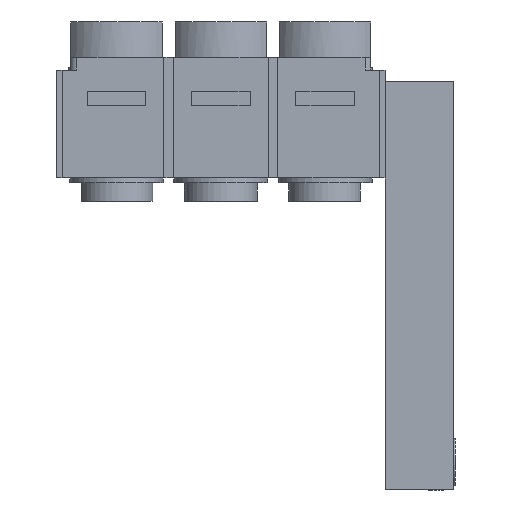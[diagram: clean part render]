
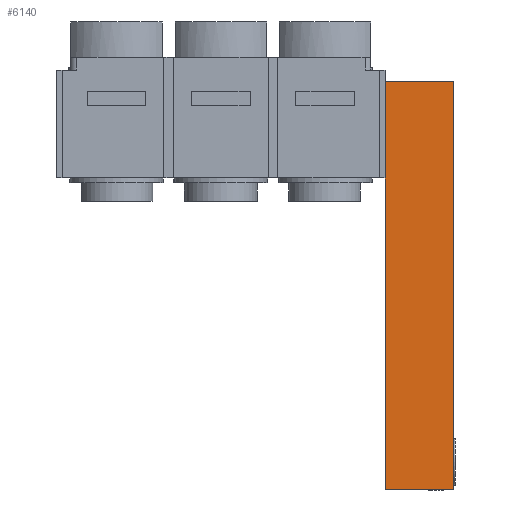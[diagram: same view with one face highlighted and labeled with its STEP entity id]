
A CAD part, front view. The second image highlights one B-rep face of the part: STEP entity #6140.
In plain terms, the highlighted planar face has unit normal (0, -1, 0).
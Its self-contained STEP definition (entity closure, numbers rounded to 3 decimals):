
#8 = EDGE_LOOP ( 'NONE', ( #16329, #22874, #19742, #27380, #22632, #1446 ) ) ;
#1446 = ORIENTED_EDGE ( 'NONE', *, *, #6589, .F. ) ;
#2775 = CARTESIAN_POINT ( 'NONE',  ( 105., 13., -129.5 ) ) ;
#3868 = VECTOR ( 'NONE', #24022, 1000. ) ;
#4610 = PLANE ( 'NONE',  #37667 ) ;
#4748 = DIRECTION ( 'NONE',  ( 0., 1., 0. ) ) ;
#5467 = EDGE_CURVE ( 'NONE', #20826, #5906, #18471, .T. ) ;
#5906 = VERTEX_POINT ( 'NONE', #21294 ) ;
#5973 = VECTOR ( 'NONE', #22370, 1000. ) ;
#6140 = ADVANCED_FACE ( 'NONE', ( #14206 ), #4610, .F. ) ;
#6434 = CARTESIAN_POINT ( 'NONE',  ( 134., 13., 44.5 ) ) ;
#6589 = EDGE_CURVE ( 'NONE', #9283, #26730, #13664, .T. ) ;
#7829 = DIRECTION ( 'NONE',  ( 0., 0., 1. ) ) ;
#7877 = CARTESIAN_POINT ( 'NONE',  ( 105., 13., 38. ) ) ;
#9283 = VERTEX_POINT ( 'NONE', #2775 ) ;
#11825 = VECTOR ( 'NONE', #30595, 1000. ) ;
#13664 = LINE ( 'NONE', #34213, #31132 ) ;
#13845 = EDGE_CURVE ( 'NONE', #20826, #26730, #20631, .T. ) ;
#13937 = VECTOR ( 'NONE', #37027, 1000. ) ;
#14206 = FACE_OUTER_BOUND ( 'NONE', #8, .T. ) ;
#14290 = CARTESIAN_POINT ( 'NONE',  ( 134., 13., 44.5 ) ) ;
#14558 = EDGE_CURVE ( 'NONE', #29342, #24553, #15877, .T. ) ;
#15877 = LINE ( 'NONE', #6434, #3868 ) ;
#16329 = ORIENTED_EDGE ( 'NONE', *, *, #33975, .T. ) ;
#16811 = VECTOR ( 'NONE', #31017, 1000. ) ;
#18471 = LINE ( 'NONE', #22496, #5973 ) ;
#19742 = ORIENTED_EDGE ( 'NONE', *, *, #20179, .F. ) ;
#20179 = EDGE_CURVE ( 'NONE', #5906, #29342, #37404, .T. ) ;
#20631 = LINE ( 'NONE', #21904, #11825 ) ;
#20739 = CARTESIAN_POINT ( 'NONE',  ( 134., 13., -129.5 ) ) ;
#20826 = VERTEX_POINT ( 'NONE', #7877 ) ;
#21294 = CARTESIAN_POINT ( 'NONE',  ( 105., 13., 44.5 ) ) ;
#21436 = LINE ( 'NONE', #28087, #16811 ) ;
#21904 = CARTESIAN_POINT ( 'NONE',  ( 105., 13., 44.5 ) ) ;
#22370 = DIRECTION ( 'NONE',  ( 0., 0., 1. ) ) ;
#22496 = CARTESIAN_POINT ( 'NONE',  ( 105., 13., 44.5 ) ) ;
#22632 = ORIENTED_EDGE ( 'NONE', *, *, #13845, .T. ) ;
#22874 = ORIENTED_EDGE ( 'NONE', *, *, #14558, .F. ) ;
#24022 = DIRECTION ( 'NONE',  ( 0., 0., -1. ) ) ;
#24553 = VERTEX_POINT ( 'NONE', #20739 ) ;
#26730 = VERTEX_POINT ( 'NONE', #35546 ) ;
#27380 = ORIENTED_EDGE ( 'NONE', *, *, #5467, .F. ) ;
#28073 = DIRECTION ( 'NONE',  ( 0., 0., 1. ) ) ;
#28087 = CARTESIAN_POINT ( 'NONE',  ( 134., 13., -129.5 ) ) ;
#29342 = VERTEX_POINT ( 'NONE', #14290 ) ;
#30595 = DIRECTION ( 'NONE',  ( 0., 0., -1. ) ) ;
#31017 = DIRECTION ( 'NONE',  ( 1., 0., 0. ) ) ;
#31103 = CARTESIAN_POINT ( 'NONE',  ( 134., 13., 44.5 ) ) ;
#31132 = VECTOR ( 'NONE', #28073, 1000. ) ;
#33975 = EDGE_CURVE ( 'NONE', #9283, #24553, #21436, .T. ) ;
#34213 = CARTESIAN_POINT ( 'NONE',  ( 105., 13., 44.5 ) ) ;
#34599 = CARTESIAN_POINT ( 'NONE',  ( 134., 13., 44.5 ) ) ;
#35546 = CARTESIAN_POINT ( 'NONE',  ( 105., 13., 3.5 ) ) ;
#37027 = DIRECTION ( 'NONE',  ( 1., 0., 0. ) ) ;
#37404 = LINE ( 'NONE', #31103, #13937 ) ;
#37667 = AXIS2_PLACEMENT_3D ( 'NONE', #34599, #4748, #7829 ) ;
